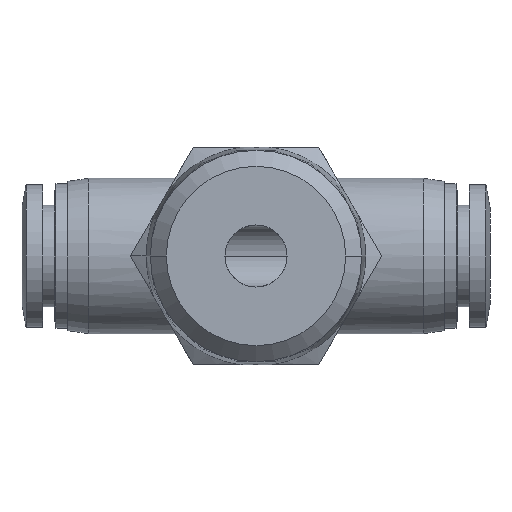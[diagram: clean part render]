
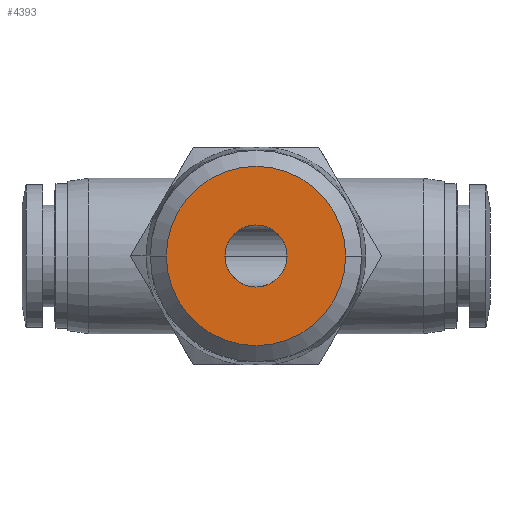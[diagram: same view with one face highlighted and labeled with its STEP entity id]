
A CAD part, front view. The second image highlights one B-rep face of the part: STEP entity #4393.
In plain terms, the highlighted planar face has unit normal (0, -1, 0).
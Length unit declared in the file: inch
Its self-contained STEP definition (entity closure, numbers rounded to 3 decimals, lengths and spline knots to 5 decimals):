
#105 = DIRECTION ( 'NONE',  ( 1., 0., 0. ) ) ;
#124 = CIRCLE ( 'NONE', #1677, 0.34104 ) ;
#185 = AXIS2_PLACEMENT_3D ( 'NONE', #2796, #2785, #2771 ) ;
#323 = DIRECTION ( 'NONE',  ( -1., 0., 0. ) ) ;
#723 = CARTESIAN_POINT ( 'NONE',  ( -0.34104, -0.7874, 0. ) ) ;
#731 = CIRCLE ( 'NONE', #1918, 0.34104 ) ;
#826 = CARTESIAN_POINT ( 'NONE',  ( -0.11811, -0.7874, 0. ) ) ;
#924 = ORIENTED_EDGE ( 'NONE', *, *, #1069, .T. ) ;
#1069 = EDGE_CURVE ( 'NONE', #4826, #3496, #2550, .T. ) ;
#1203 = DIRECTION ( 'NONE',  ( -1., 0., 0. ) ) ;
#1221 = DIRECTION ( 'NONE',  ( 0., 1., 0. ) ) ;
#1234 = CARTESIAN_POINT ( 'NONE',  ( 0., -0.7874, 0. ) ) ;
#1288 = DIRECTION ( 'NONE',  ( -1., 0., 0. ) ) ;
#1304 = DIRECTION ( 'NONE',  ( 0., 1., 0. ) ) ;
#1345 = CARTESIAN_POINT ( 'NONE',  ( 0., -0.7874, 0. ) ) ;
#1543 = CARTESIAN_POINT ( 'NONE',  ( 0.34104, -0.7874, 0. ) ) ;
#1625 = EDGE_CURVE ( 'NONE', #4731, #4816, #124, .T. ) ;
#1660 = EDGE_CURVE ( 'NONE', #4816, #4731, #731, .T. ) ;
#1677 = AXIS2_PLACEMENT_3D ( 'NONE', #1345, #1304, #1288 ) ;
#1914 = CARTESIAN_POINT ( 'NONE',  ( 0.11811, -0.7874, 0. ) ) ;
#1918 = AXIS2_PLACEMENT_3D ( 'NONE', #1234, #1221, #1203 ) ;
#2137 = ORIENTED_EDGE ( 'NONE', *, *, #1660, .F. ) ;
#2179 = AXIS2_PLACEMENT_3D ( 'NONE', #4678, #2354, #105 ) ;
#2354 = DIRECTION ( 'NONE',  ( 0., -1., 0. ) ) ;
#2550 = CIRCLE ( 'NONE', #185, 0.11811 ) ;
#2586 = DIRECTION ( 'NONE',  ( 0., 1., 0. ) ) ;
#2646 = ORIENTED_EDGE ( 'NONE', *, *, #3329, .T. ) ;
#2771 = DIRECTION ( 'NONE',  ( -1., 0., 0. ) ) ;
#2785 = DIRECTION ( 'NONE',  ( 0., 1., 0. ) ) ;
#2796 = CARTESIAN_POINT ( 'NONE',  ( 0., -0.7874, 0. ) ) ;
#3321 = EDGE_LOOP ( 'NONE', ( #4017, #2137 ) ) ;
#3329 = EDGE_CURVE ( 'NONE', #3496, #4826, #3676, .T. ) ;
#3372 = EDGE_LOOP ( 'NONE', ( #2646, #924 ) ) ;
#3496 = VERTEX_POINT ( 'NONE', #826 ) ;
#3585 = FACE_OUTER_BOUND ( 'NONE', #3321, .T. ) ;
#3676 = CIRCLE ( 'NONE', #3835, 0.11811 ) ;
#3711 = FACE_BOUND ( 'NONE', #3372, .T. ) ;
#3835 = AXIS2_PLACEMENT_3D ( 'NONE', #4802, #2586, #323 ) ;
#4017 = ORIENTED_EDGE ( 'NONE', *, *, #1625, .F. ) ;
#4393 = ADVANCED_FACE ( 'NONE', ( #3711, #3585 ), #4713, .T. ) ;
#4678 = CARTESIAN_POINT ( 'NONE',  ( -0.17052, -0.7874, 0. ) ) ;
#4713 = PLANE ( 'NONE',  #2179 ) ;
#4731 = VERTEX_POINT ( 'NONE', #723 ) ;
#4802 = CARTESIAN_POINT ( 'NONE',  ( 0., -0.7874, 0. ) ) ;
#4816 = VERTEX_POINT ( 'NONE', #1543 ) ;
#4826 = VERTEX_POINT ( 'NONE', #1914 ) ;
